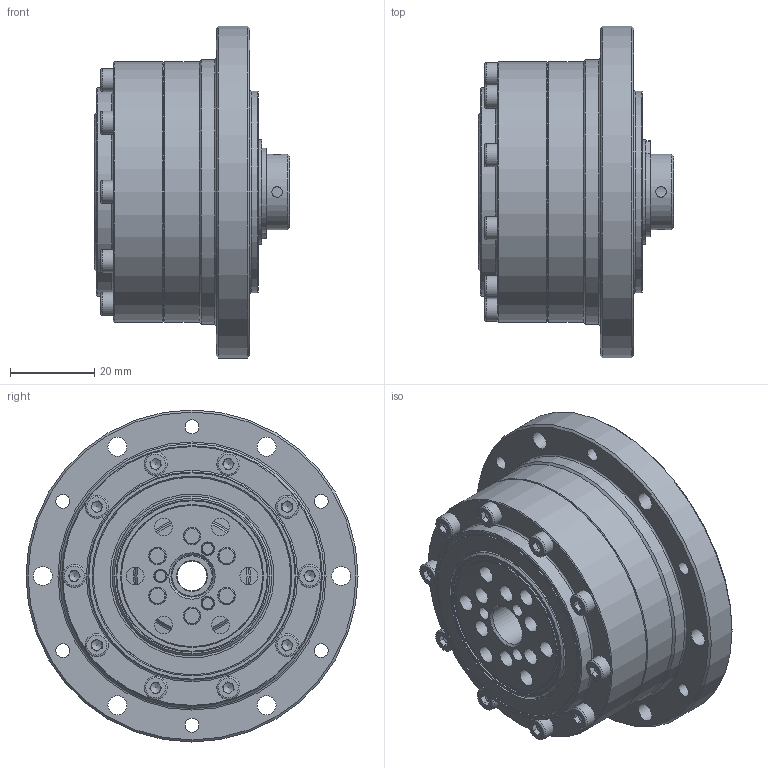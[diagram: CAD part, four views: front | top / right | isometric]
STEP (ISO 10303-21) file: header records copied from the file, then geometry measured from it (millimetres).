
FILE_DESCRIPTION(/* description */ ('STEP AP242','CAx-IF Rec.Pracs.---Representation and Presentation of Product Manufacturing Information (PMI)---4.0---2014-10-13','CAx-IF Rec.Pracs.---3D Tessellated Geometry---0.4---2014-09-14','2;1'),/* implementation_level */ '2;1');
FILE_NAME(/* name */ '688777ef4f7eb859c194c561',/* time_stamp */ '2025-07-28T13:15:29Z',/* author */ (''),/* organization */ (''),/* preprocessor_version */ 'ST-DEVELOPER v20',/* originating_system */ 'ONSHAPE BY PTC INC, 1.201',/* authorisation */ ' ');
FILE_SCHEMA (('AP242_MANAGED_MODEL_BASED_3D_ENGINEERING_MIM_LF { 1 0 10303 442 1 1 4 }'));
Products named in the file (20): CS-17-I; 17-50??; hexagon socket head cap screws gb_GB_FASTENER_SCREWS_HSHCS M4X10-N; hexagon socket head cap screws gb_GB_FASTENER_SCREWS_HSHCS M3X12-C; 3x9??; 17??????; 17-80??????_?? <1>; STXB-T17-080-P04_??; STXB-T17-P02_??; 17????; STXB-T17-P05_??; STXB-T17-P03_??; STXB-T17-P01_??; circlips for shaft--type a large gb_GB_CONNECTING_PIECE_RING_RRA 18; 17-???? <1>; ????-??-?3; ????-??-CSF-17; 17-??????
Assembly tree (78 placements, depth 3):
  CS-17-I
    17-50??
    hexagon socket head cap screws gb_GB_FASTENER_SCREWS_HSHCS M4X10-N  x6
    hexagon socket head cap screws gb_GB_FASTENER_SCREWS_HSHCS M3X12-C  x10
    3x9??  x3
    17-50??
    17??????
    17-80??????_?? <1>
      STXB-T17-080-P04_??
      STXB-T17-P02_??
      17????
      STXB-T17-P05_??
      STXB-T17-P03_??
      STXB-T17-P01_??
      circlips for shaft--type a large gb_GB_CONNECTING_PIECE_RING_RRA 18
    17-???? <1>
      ????-??-?3  x44
      ????-??-CSF-17
      17-??????
      17-??????
Bounding box: 46.48 x 79 x 79 mm (x, y, z)
Volume: 91184.3 mm3; surface area: 68268.7 mm2
Topology: 76 solids, 76 shells, 2017 faces, 5240 edges, 3424 vertices
Faces by surface type: cylinder 822, plane 648, cone 493, torus 49, bspline 5
Full cylindrical faces by diameter (mm): 1.7 x2, 2.5 x17, 3 x63, 3.2 x3, 3.3 x6, 3.5 x10, 4 x6, 4.2 x12, 4.5 x6, 5.5 x22, 7 x7, 10 x3, 17 x1, 18 x2, 18.5 x4, 25 x2, 27.2 x1, 29 x3, 30.3 x1, 32.684 x2, 33.8 x1, 36 x1, 37 x1, 37.5 x1, 38 x2, 39 x1, 39.436 x2, 41.6 x2, 41.722 x2, 42.154 x1
Entity records: 53737 total; most frequent: CARTESIAN_POINT 16142, ORIENTED_EDGE 8022, DIRECTION 6937, EDGE_CURVE 4011, AXIS2_PLACEMENT_3D 2973, VERTEX_POINT 2822, FACE_BOUND 1937, EDGE_LOOP 1920
